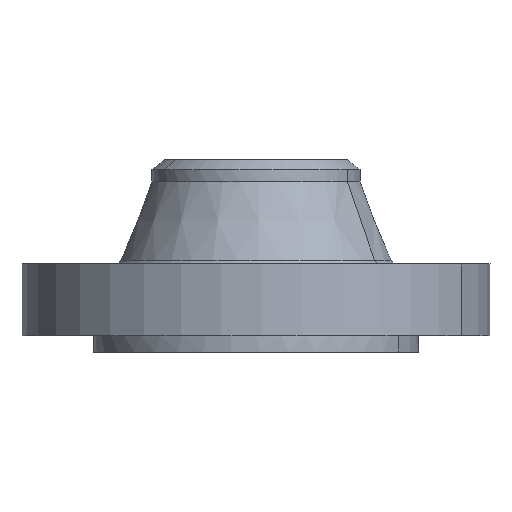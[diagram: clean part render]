
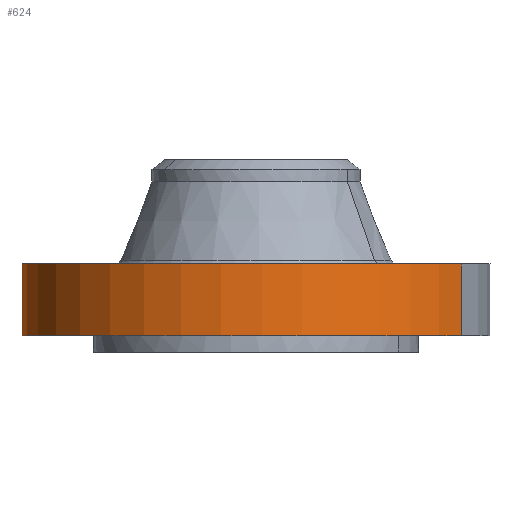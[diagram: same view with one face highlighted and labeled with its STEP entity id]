
A CAD part, left-side view. The second image highlights one B-rep face of the part: STEP entity #624.
In plain terms, the highlighted cylindrical face has radius 114.3 mm (diameter 228.6 mm), a partial arc.
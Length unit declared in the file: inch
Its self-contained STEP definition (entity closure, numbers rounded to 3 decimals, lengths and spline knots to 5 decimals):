
#145=AXIS2_PLACEMENT_3D('Circle Axis2P3D',#143,#144,$) ;
#422=AXIS2_PLACEMENT_3D('Circle Axis2P3D',#420,#421,$) ;
#606=AXIS2_PLACEMENT_3D('Cylinder Axis2P3D',#603,#604,#605) ;
#143=CARTESIAN_POINT('Axis2P3D Location',(0.,0.,0.)) ;
#147=CARTESIAN_POINT('Vertex',(-2.15741,-3.94912,0.)) ;
#149=CARTESIAN_POINT('Vertex',(2.15741,3.94912,0.)) ;
#415=CARTESIAN_POINT('Vertex',(2.15741,3.94912,1.38)) ;
#417=CARTESIAN_POINT('Vertex',(-2.15741,-3.94912,1.38)) ;
#420=CARTESIAN_POINT('Axis2P3D Location',(0.,0.,1.38)) ;
#603=CARTESIAN_POINT('Axis2P3D Location',(0.,0.,1.5335)) ;
#608=CARTESIAN_POINT('Line Origine',(-2.15741,-3.94912,0.69)) ;
#613=CARTESIAN_POINT('Line Origine',(2.15741,3.94912,0.69)) ;
#144=DIRECTION('Axis2P3D Direction',(0.,0.,-0.039)) ;
#421=DIRECTION('Axis2P3D Direction',(0.,0.,-0.039)) ;
#604=DIRECTION('Axis2P3D Direction',(0.,0.,-0.039)) ;
#605=DIRECTION('Axis2P3D XDirection',(-0.019,-0.035,-0.)) ;
#609=DIRECTION('Vector Direction',(0.,0.,-0.039)) ;
#614=DIRECTION('Vector Direction',(0.,0.,-0.039)) ;
#610=VECTOR('Line Direction',#609,0.03937) ;
#615=VECTOR('Line Direction',#614,0.03937) ;
#619=ORIENTED_EDGE('',*,*,#151,.F.) ;
#620=ORIENTED_EDGE('',*,*,#612,.T.) ;
#621=ORIENTED_EDGE('',*,*,#424,.T.) ;
#622=ORIENTED_EDGE('',*,*,#617,.F.) ;
#624=ADVANCED_FACE('PartBody',(#623),#607,.T.) ;
#146=CIRCLE('generated circle',#145,4.5) ;
#423=CIRCLE('generated circle',#422,4.5) ;
#607=CYLINDRICAL_SURFACE('generated cylinder',#606,4.5) ;
#151=EDGE_CURVE('',#148,#150,#146,.T.) ;
#424=EDGE_CURVE('',#418,#416,#423,.T.) ;
#612=EDGE_CURVE('',#148,#418,#611,.F.) ;
#617=EDGE_CURVE('',#150,#416,#616,.F.) ;
#618=EDGE_LOOP('',(#619,#620,#621,#622)) ;
#623=FACE_OUTER_BOUND('',#618,.T.) ;
#611=LINE('Line',#608,#610) ;
#616=LINE('Line',#613,#615) ;
#148=VERTEX_POINT('',#147) ;
#150=VERTEX_POINT('',#149) ;
#416=VERTEX_POINT('',#415) ;
#418=VERTEX_POINT('',#417) ;
